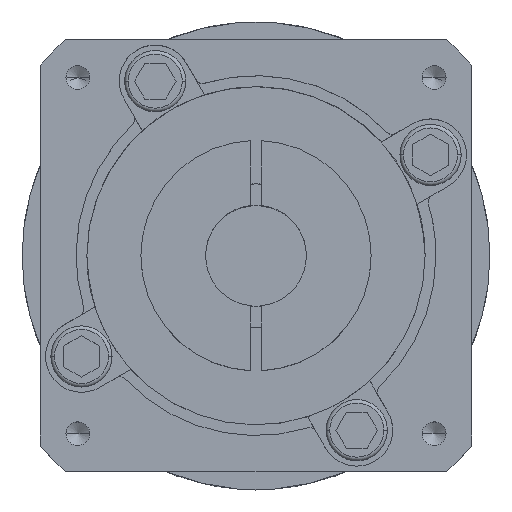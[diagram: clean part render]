
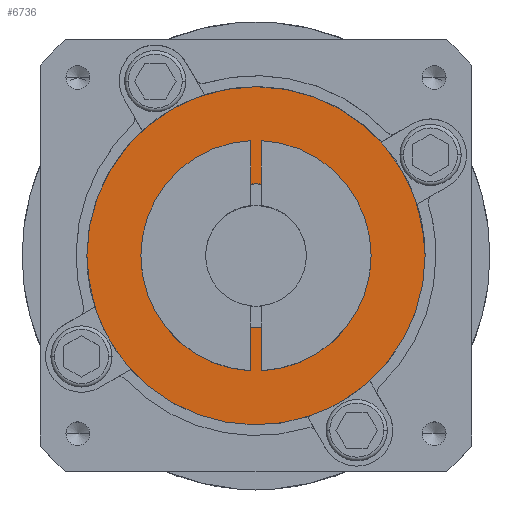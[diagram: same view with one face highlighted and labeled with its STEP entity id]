
A CAD part, top view. The second image highlights one B-rep face of the part: STEP entity #6736.
In plain terms, the highlighted planar face has unit normal (0, 0, 1).
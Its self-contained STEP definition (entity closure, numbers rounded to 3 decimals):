
#345 = DIRECTION ( 'NONE',  ( 0., 0., 1. ) ) ;
#468 = DIRECTION ( 'NONE',  ( 1., 0., 0. ) ) ;
#1668 = ORIENTED_EDGE ( 'NONE', *, *, #8108, .T. ) ;
#1720 = CARTESIAN_POINT ( 'NONE',  ( 0., 0., -2. ) ) ;
#1973 = AXIS2_PLACEMENT_3D ( 'NONE', #6907, #2834, #7603 ) ;
#2155 = AXIS2_PLACEMENT_3D ( 'NONE', #2366, #7142, #3057 ) ;
#2366 = CARTESIAN_POINT ( 'NONE',  ( 0., 0., -2. ) ) ;
#2419 = DIRECTION ( 'NONE',  ( 1., 0., 0. ) ) ;
#2590 = EDGE_LOOP ( 'NONE', ( #1668, #6393 ) ) ;
#2634 = EDGE_CURVE ( 'NONE', #6964, #8817, #6396, .T. ) ;
#2834 = DIRECTION ( 'NONE',  ( 0., 0., 1. ) ) ;
#2866 = AXIS2_PLACEMENT_3D ( 'NONE', #7858, #345, #5130 ) ;
#3057 = DIRECTION ( 'NONE',  ( 1., 0., 0. ) ) ;
#3187 = FACE_OUTER_BOUND ( 'NONE', #2590, .T. ) ;
#3464 = CIRCLE ( 'NONE', #6397, 23.5 ) ;
#3987 = VERTEX_POINT ( 'NONE', #4508 ) ;
#4108 = CIRCLE ( 'NONE', #1973, 10. ) ;
#4458 = CIRCLE ( 'NONE', #7390, 23.5 ) ;
#4508 = CARTESIAN_POINT ( 'NONE',  ( -23.5, 0., -2. ) ) ;
#4576 = DIRECTION ( 'NONE',  ( 0., 0., 1. ) ) ;
#5009 = FACE_BOUND ( 'NONE', #6787, .T. ) ;
#5064 = CARTESIAN_POINT ( 'NONE',  ( 23.5, 0., -2. ) ) ;
#5130 = DIRECTION ( 'NONE',  ( 1., 0., 0. ) ) ;
#6393 = ORIENTED_EDGE ( 'NONE', *, *, #7439, .T. ) ;
#6396 = CIRCLE ( 'NONE', #2155, 10. ) ;
#6397 = AXIS2_PLACEMENT_3D ( 'NONE', #1720, #6486, #2419 ) ;
#6486 = DIRECTION ( 'NONE',  ( 0., 0., 1. ) ) ;
#6736 = ADVANCED_FACE ( 'NONE', ( #3187, #5009 ), #8512, .T. ) ;
#6785 = CARTESIAN_POINT ( 'NONE',  ( -10., 0., -2. ) ) ;
#6787 = EDGE_LOOP ( 'NONE', ( #8017, #8744 ) ) ;
#6907 = CARTESIAN_POINT ( 'NONE',  ( 0., 0., -2. ) ) ;
#6964 = VERTEX_POINT ( 'NONE', #6785 ) ;
#7142 = DIRECTION ( 'NONE',  ( 0., 0., 1. ) ) ;
#7390 = AXIS2_PLACEMENT_3D ( 'NONE', #8646, #4576, #468 ) ;
#7439 = EDGE_CURVE ( 'NONE', #3987, #7893, #4458, .T. ) ;
#7603 = DIRECTION ( 'NONE',  ( 1., 0., 0. ) ) ;
#7858 = CARTESIAN_POINT ( 'NONE',  ( 0., 0., -2. ) ) ;
#7893 = VERTEX_POINT ( 'NONE', #5064 ) ;
#8017 = ORIENTED_EDGE ( 'NONE', *, *, #2634, .F. ) ;
#8019 = CARTESIAN_POINT ( 'NONE',  ( 10., 0., -2. ) ) ;
#8108 = EDGE_CURVE ( 'NONE', #7893, #3987, #3464, .T. ) ;
#8492 = EDGE_CURVE ( 'NONE', #8817, #6964, #4108, .T. ) ;
#8512 = PLANE ( 'NONE',  #2866 ) ;
#8646 = CARTESIAN_POINT ( 'NONE',  ( 0., 0., -2. ) ) ;
#8744 = ORIENTED_EDGE ( 'NONE', *, *, #8492, .F. ) ;
#8817 = VERTEX_POINT ( 'NONE', #8019 ) ;
